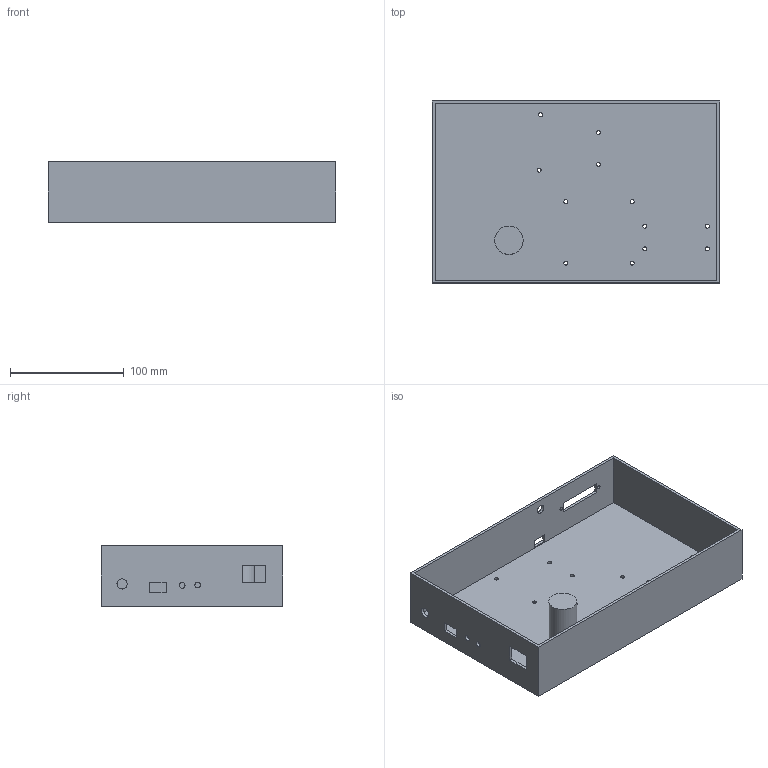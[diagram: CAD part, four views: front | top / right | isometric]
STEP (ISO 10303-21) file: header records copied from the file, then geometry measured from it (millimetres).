
FILE_DESCRIPTION(/* description */ ('STEP AP242','CAx-IF Rec.Pracs.---Representation and Presentation of Product Manufacturing Information (PMI)---4.0---2014-10-13','CAx-IF Rec.Pracs.---3D Tessellated Geometry---0.4---2014-09-14','2;1'),/* implementation_level */ '2;1');
FILE_NAME(/* name */ '61a0628e59bfcb50ef4910c8',/* time_stamp */ '2021-11-26T04:29:03+00:00',/* author */ (''),/* organization */ (''),/* preprocessor_version */ 'ST-DEVELOPER v18.1',/* originating_system */ ' ',/* authorisation */ ' ');
FILE_SCHEMA (('AP242_MANAGED_MODEL_BASED_3D_ENGINEERING_MIM_LF { 1 0 10303 442 1 1 4 }'));
Length unit declared in the file: metre
Products named in the file (1): Part 1
Bounding box: 253 x 160 x 53 mm (x, y, z)
Volume: 307207 mm3; surface area: 169316.1 mm2
Topology: 1 solids, 2 shells, 74 faces, 174 edges, 118 vertices
Faces by surface type: plane 42, cylinder 32
Full cylindrical faces by diameter (mm): 2.84 x2, 3.5 x12, 5 x2, 5.5 x12, 8 x1, 9 x1, 18.535 x1, 25 x1
Entity records: 2044 total; most frequent: DIRECTION 350, CARTESIAN_POINT 323, ORIENTED_EDGE 272, EDGE_LOOP 164, FACE_BOUND 164, AXIS2_PLACEMENT_3D 139, EDGE_CURVE 136, VERTEX_POINT 112
